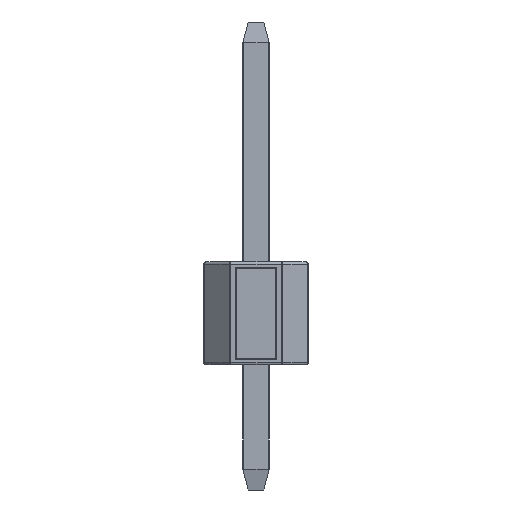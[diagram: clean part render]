
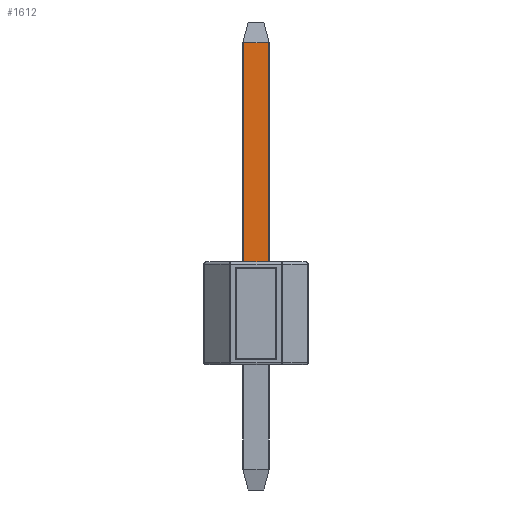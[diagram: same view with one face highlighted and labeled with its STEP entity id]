
A CAD part, left-side view. The second image highlights one B-rep face of the part: STEP entity #1612.
In plain terms, the highlighted planar face has unit normal (-1, 0, 0).
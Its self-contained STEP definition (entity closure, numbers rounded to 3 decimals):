
#263=FACE_OUTER_BOUND('',#357,.T.);
#357=EDGE_LOOP('',(#1302,#1303,#1304,#1305));
#466=LINE('',#2647,#606);
#489=LINE('',#2695,#629);
#490=LINE('',#2697,#630);
#491=LINE('',#2698,#631);
#606=VECTOR('',#2185,10.);
#629=VECTOR('',#2236,10.);
#630=VECTOR('',#2237,10.);
#631=VECTOR('',#2238,10.);
#670=VERTEX_POINT('',#2388);
#673=VERTEX_POINT('',#2395);
#752=VERTEX_POINT('',#2694);
#753=VERTEX_POINT('',#2696);
#922=EDGE_CURVE('',#673,#670,#466,.T.);
#945=EDGE_CURVE('',#752,#670,#489,.T.);
#946=EDGE_CURVE('',#753,#752,#490,.T.);
#947=EDGE_CURVE('',#673,#753,#491,.T.);
#1302=ORIENTED_EDGE('',*,*,#922,.T.);
#1303=ORIENTED_EDGE('',*,*,#945,.F.);
#1304=ORIENTED_EDGE('',*,*,#946,.F.);
#1305=ORIENTED_EDGE('',*,*,#947,.F.);
#1435=PLANE('',#1812);
#1612=ADVANCED_FACE('',(#263),#1435,.T.);
#1812=AXIS2_PLACEMENT_3D('',#2693,#2234,#2235);
#2185=DIRECTION('',(0.,-1.,0.));
#2234=DIRECTION('center_axis',(-1.,0.,0.));
#2235=DIRECTION('ref_axis',(0.,0.,1.));
#2236=DIRECTION('',(0.,0.,-1.));
#2237=DIRECTION('',(0.,-1.,0.));
#2238=DIRECTION('',(0.,0.,1.));
#2388=CARTESIAN_POINT('',(-0.32,-0.297,2.5));
#2395=CARTESIAN_POINT('',(-0.32,0.292,2.5));
#2647=CARTESIAN_POINT('',(-0.32,-0.003,2.5));
#2693=CARTESIAN_POINT('Origin',(-0.32,-0.003,2.645));
#2694=CARTESIAN_POINT('',(-0.32,-0.297,7.832));
#2695=CARTESIAN_POINT('',(-0.32,-0.297,5.493));
#2696=CARTESIAN_POINT('',(-0.32,0.292,7.832));
#2697=CARTESIAN_POINT('',(-0.32,0.158,7.832));
#2698=CARTESIAN_POINT('',(-0.32,0.292,-0.202));
